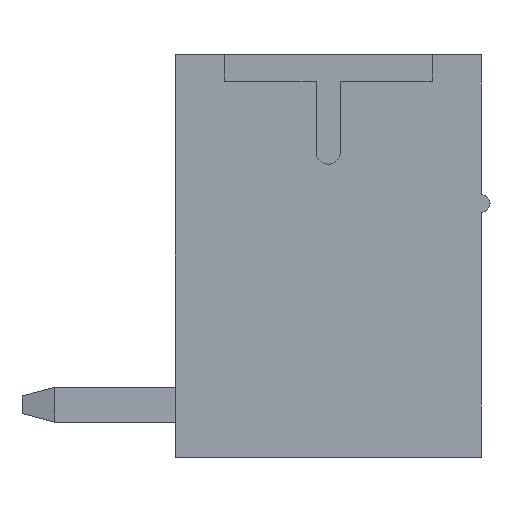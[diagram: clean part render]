
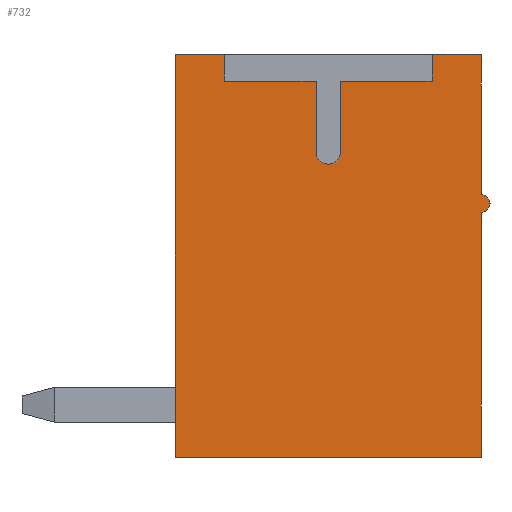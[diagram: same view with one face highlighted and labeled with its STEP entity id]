
A CAD part, left-side view. The second image highlights one B-rep face of the part: STEP entity #732.
In plain terms, the highlighted planar face has unit normal (-1, 0, 0).
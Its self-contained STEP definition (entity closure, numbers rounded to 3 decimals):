
#732 = ADVANCED_FACE( '', ( #1801 ), #1802, .F. );
#1801 = FACE_OUTER_BOUND( '', #3278, .T. );
#1802 = PLANE( '', #3279 );
#3278 = EDGE_LOOP( '', ( #5120, #5121, #5122, #5123, #5124, #5125, #5126, #5127, #5128, #5129, #5130, #5131, #5132, #5133 ) );
#3279 = AXIS2_PLACEMENT_3D( '', #5134, #5135, #5136 );
#5120 = ORIENTED_EDGE( '', *, *, #9444, .T. );
#5121 = ORIENTED_EDGE( '', *, *, #9445, .T. );
#5122 = ORIENTED_EDGE( '', *, *, #9446, .T. );
#5123 = ORIENTED_EDGE( '', *, *, #9447, .T. );
#5124 = ORIENTED_EDGE( '', *, *, #9448, .T. );
#5125 = ORIENTED_EDGE( '', *, *, #9449, .T. );
#5126 = ORIENTED_EDGE( '', *, *, #9450, .T. );
#5127 = ORIENTED_EDGE( '', *, *, #9451, .T. );
#5128 = ORIENTED_EDGE( '', *, *, #9452, .T. );
#5129 = ORIENTED_EDGE( '', *, *, #9453, .T. );
#5130 = ORIENTED_EDGE( '', *, *, #9454, .T. );
#5131 = ORIENTED_EDGE( '', *, *, #9455, .T. );
#5132 = ORIENTED_EDGE( '', *, *, #9456, .T. );
#5133 = ORIENTED_EDGE( '', *, *, #9457, .T. );
#5134 = CARTESIAN_POINT( '', ( -19.495, 0., 2.375 ) );
#5135 = DIRECTION( '', ( 1., 0., 0. ) );
#5136 = DIRECTION( '', ( 0., 0., -1. ) );
#9444 = EDGE_CURVE( '', #11523, #11524, #11525, .T. );
#9445 = EDGE_CURVE( '', #11524, #11526, #11527, .T. );
#9446 = EDGE_CURVE( '', #11526, #11528, #11529, .T. );
#9447 = EDGE_CURVE( '', #11528, #11530, #11531, .T. );
#9448 = EDGE_CURVE( '', #11530, #11532, #11533, .T. );
#9449 = EDGE_CURVE( '', #11532, #11534, #11535, .T. );
#9450 = EDGE_CURVE( '', #11534, #11536, #11537, .T. );
#9451 = EDGE_CURVE( '', #11536, #11538, #11539, .T. );
#9452 = EDGE_CURVE( '', #11538, #11540, #11541, .T. );
#9453 = EDGE_CURVE( '', #11540, #11542, #11543, .T. );
#9454 = EDGE_CURVE( '', #11542, #11544, #11545, .T. );
#9455 = EDGE_CURVE( '', #11544, #11546, #11547, .T. );
#9456 = EDGE_CURVE( '', #11546, #11548, #11549, .T. );
#9457 = EDGE_CURVE( '', #11548, #11523, #11550, .F. );
#11523 = VERTEX_POINT( '', #14473 );
#11524 = VERTEX_POINT( '', #14474 );
#11525 = LINE( '', #14475, #14476 );
#11526 = VERTEX_POINT( '', #14477 );
#11527 = LINE( '', #14478, #14479 );
#11528 = VERTEX_POINT( '', #14480 );
#11529 = LINE( '', #14481, #14482 );
#11530 = VERTEX_POINT( '', #14483 );
#11531 = LINE( '', #14484, #14485 );
#11532 = VERTEX_POINT( '', #14486 );
#11533 = LINE( '', #14487, #14488 );
#11534 = VERTEX_POINT( '', #14489 );
#11535 = CIRCLE( '', #14490, 0.275 );
#11536 = VERTEX_POINT( '', #14491 );
#11537 = LINE( '', #14492, #14493 );
#11538 = VERTEX_POINT( '', #14494 );
#11539 = LINE( '', #14495, #14496 );
#11540 = VERTEX_POINT( '', #14497 );
#11541 = LINE( '', #14498, #14499 );
#11542 = VERTEX_POINT( '', #14500 );
#11543 = LINE( '', #14501, #14502 );
#11544 = VERTEX_POINT( '', #14503 );
#11545 = LINE( '', #14504, #14505 );
#11546 = VERTEX_POINT( '', #14506 );
#11547 = LINE( '', #14507, #14508 );
#11548 = VERTEX_POINT( '', #14509 );
#11549 = LINE( '', #14510, #14511 );
#11550 = CIRCLE( '', #14512, 0.2 );
#14473 = CARTESIAN_POINT( '', ( -19.495, -3.5, 1.4 ) );
#14474 = CARTESIAN_POINT( '', ( -19.495, -3.5, 4.6 ) );
#14475 = CARTESIAN_POINT( '', ( -19.495, -3.5, 1.4 ) );
#14476 = VECTOR( '', #17767, 1000. );
#14477 = CARTESIAN_POINT( '', ( -19.495, -2.375, 4.6 ) );
#14478 = CARTESIAN_POINT( '', ( -19.495, -3.871, 4.6 ) );
#14479 = VECTOR( '', #17768, 1000. );
#14480 = CARTESIAN_POINT( '', ( -19.495, -2.375, 4. ) );
#14481 = CARTESIAN_POINT( '', ( -19.495, -2.375, 4.6 ) );
#14482 = VECTOR( '', #17769, 1000. );
#14483 = CARTESIAN_POINT( '', ( -19.495, -0.275, 4. ) );
#14484 = CARTESIAN_POINT( '', ( -19.495, -2.375, 4. ) );
#14485 = VECTOR( '', #17770, 1000. );
#14486 = CARTESIAN_POINT( '', ( -19.495, -0.275, 2.375 ) );
#14487 = CARTESIAN_POINT( '', ( -19.495, -0.275, 4. ) );
#14488 = VECTOR( '', #17771, 1000. );
#14489 = CARTESIAN_POINT( '', ( -19.495, 0.275, 2.375 ) );
#14490 = AXIS2_PLACEMENT_3D( '', #17772, #17773, #17774 );
#14491 = CARTESIAN_POINT( '', ( -19.495, 0.275, 4. ) );
#14492 = CARTESIAN_POINT( '', ( -19.495, 0.275, 2.375 ) );
#14493 = VECTOR( '', #17775, 1000. );
#14494 = CARTESIAN_POINT( '', ( -19.495, 2.375, 4. ) );
#14495 = CARTESIAN_POINT( '', ( -19.495, 0.275, 4. ) );
#14496 = VECTOR( '', #17776, 1000. );
#14497 = CARTESIAN_POINT( '', ( -19.495, 2.375, 4.6 ) );
#14498 = CARTESIAN_POINT( '', ( -19.495, 2.375, 4. ) );
#14499 = VECTOR( '', #17777, 1000. );
#14500 = CARTESIAN_POINT( '', ( -19.495, 3.5, 4.6 ) );
#14501 = CARTESIAN_POINT( '', ( -19.495, 2.375, 4.6 ) );
#14502 = VECTOR( '', #17778, 1000. );
#14503 = CARTESIAN_POINT( '', ( -19.495, 3.5, -4.6 ) );
#14504 = CARTESIAN_POINT( '', ( -19.495, 3.5, 4.6 ) );
#14505 = VECTOR( '', #17779, 1000. );
#14506 = CARTESIAN_POINT( '', ( -19.495, -3.5, -4.6 ) );
#14507 = CARTESIAN_POINT( '', ( -19.495, 3.5, -4.6 ) );
#14508 = VECTOR( '', #17780, 1000. );
#14509 = CARTESIAN_POINT( '', ( -19.495, -3.5, 1. ) );
#14510 = CARTESIAN_POINT( '', ( -19.495, -3.5, -4.6 ) );
#14511 = VECTOR( '', #17781, 1000. );
#14512 = AXIS2_PLACEMENT_3D( '', #17782, #17783, #17784 );
#17767 = DIRECTION( '', ( 0., 0., 1. ) );
#17768 = DIRECTION( '', ( 0., 1., 0. ) );
#17769 = DIRECTION( '', ( 0., 0., -1. ) );
#17770 = DIRECTION( '', ( 0., 1., 0. ) );
#17771 = DIRECTION( '', ( 0., 0., -1. ) );
#17772 = CARTESIAN_POINT( '', ( -19.495, 0., 2.375 ) );
#17773 = DIRECTION( '', ( 1., 0., 0. ) );
#17774 = DIRECTION( '', ( 0., -1., 0. ) );
#17775 = DIRECTION( '', ( 0., 0., 1. ) );
#17776 = DIRECTION( '', ( 0., 1., 0. ) );
#17777 = DIRECTION( '', ( 0., 0., 1. ) );
#17778 = DIRECTION( '', ( 0., 1., 0. ) );
#17779 = DIRECTION( '', ( 0., 0., -1. ) );
#17780 = DIRECTION( '', ( 0., -1., 0. ) );
#17781 = DIRECTION( '', ( 0., 0., 1. ) );
#17782 = CARTESIAN_POINT( '', ( -19.495, -3.5, 1.2 ) );
#17783 = DIRECTION( '', ( 1., 0., 0. ) );
#17784 = DIRECTION( '', ( 0., 0., -1. ) );
